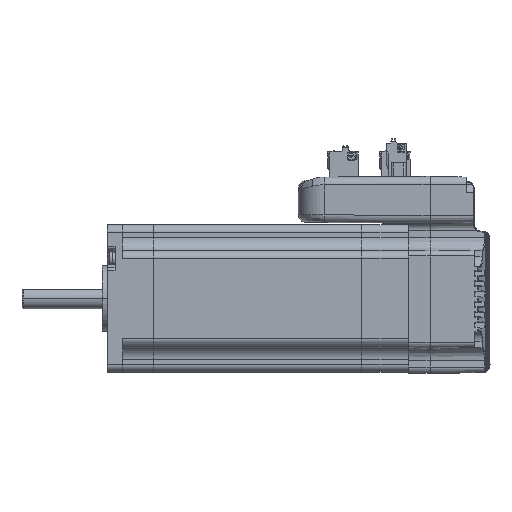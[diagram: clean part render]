
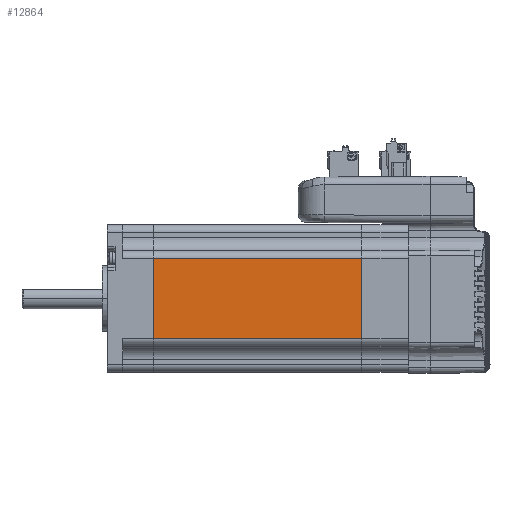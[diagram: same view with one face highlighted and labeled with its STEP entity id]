
A CAD part, left-side view. The second image highlights one B-rep face of the part: STEP entity #12864.
In plain terms, the highlighted planar face has unit normal (-1, 0, 0).
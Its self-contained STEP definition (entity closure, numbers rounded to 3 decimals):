
#220 = VECTOR ( 'NONE', #14210, 1000. ) ;
#3597 = FACE_OUTER_BOUND ( 'NONE', #90642, .T. ) ;
#8875 = CARTESIAN_POINT ( 'NONE',  ( -28.5, -15.5, 80.47 ) ) ;
#12864 = ADVANCED_FACE ( 'NONE', ( #3597 ), #109471, .T. ) ;
#14210 = DIRECTION ( 'NONE',  ( 0., 1., 0. ) ) ;
#14431 = CARTESIAN_POINT ( 'NONE',  ( -28.5, -15.5, 0. ) ) ;
#20901 = CARTESIAN_POINT ( 'NONE',  ( -28.5, 15.5, 60. ) ) ;
#21566 = ORIENTED_EDGE ( 'NONE', *, *, #111427, .T. ) ;
#26188 = ORIENTED_EDGE ( 'NONE', *, *, #62569, .F. ) ;
#26944 = VERTEX_POINT ( 'NONE', #42904 ) ;
#27097 = EDGE_CURVE ( 'NONE', #89548, #123457, #34858, .T. ) ;
#28017 = VECTOR ( 'NONE', #82944, 1000. ) ;
#29159 = EDGE_CURVE ( 'NONE', #123457, #147398, #34324, .T. ) ;
#34324 = LINE ( 'NONE', #71219, #220 ) ;
#34858 = LINE ( 'NONE', #114330, #95726 ) ;
#40969 = CARTESIAN_POINT ( 'NONE',  ( -28.5, -15.5, 60. ) ) ;
#42904 = CARTESIAN_POINT ( 'NONE',  ( -28.5, 15.5, 0. ) ) ;
#45845 = DIRECTION ( 'NONE',  ( 0., 0., 1. ) ) ;
#52479 = DIRECTION ( 'NONE',  ( 0., 0., 1. ) ) ;
#55414 = DIRECTION ( 'NONE',  ( 0., 0., 1. ) ) ;
#62569 = EDGE_CURVE ( 'NONE', #26944, #147398, #84052, .T. ) ;
#63267 = CARTESIAN_POINT ( 'NONE',  ( -28.5, -15.5, 0. ) ) ;
#71219 = CARTESIAN_POINT ( 'NONE',  ( -28.5, 25.5, 80.47 ) ) ;
#82944 = DIRECTION ( 'NONE',  ( 0., -1., 0. ) ) ;
#84052 = LINE ( 'NONE', #20901, #141342 ) ;
#89548 = VERTEX_POINT ( 'NONE', #63267 ) ;
#90642 = EDGE_LOOP ( 'NONE', ( #21566, #98333, #127715, #26188 ) ) ;
#95726 = VECTOR ( 'NONE', #45845, 1000. ) ;
#98333 = ORIENTED_EDGE ( 'NONE', *, *, #27097, .T. ) ;
#101741 = AXIS2_PLACEMENT_3D ( 'NONE', #40969, #120976, #52479 ) ;
#106760 = CARTESIAN_POINT ( 'NONE',  ( -28.5, 15.5, 80.47 ) ) ;
#109471 = PLANE ( 'NONE',  #101741 ) ;
#111427 = EDGE_CURVE ( 'NONE', #26944, #89548, #119278, .T. ) ;
#114330 = CARTESIAN_POINT ( 'NONE',  ( -28.5, -15.5, 60. ) ) ;
#119278 = LINE ( 'NONE', #14431, #28017 ) ;
#120976 = DIRECTION ( 'NONE',  ( -1., 0., 0. ) ) ;
#123457 = VERTEX_POINT ( 'NONE', #8875 ) ;
#127715 = ORIENTED_EDGE ( 'NONE', *, *, #29159, .T. ) ;
#141342 = VECTOR ( 'NONE', #55414, 1000. ) ;
#147398 = VERTEX_POINT ( 'NONE', #106760 ) ;
